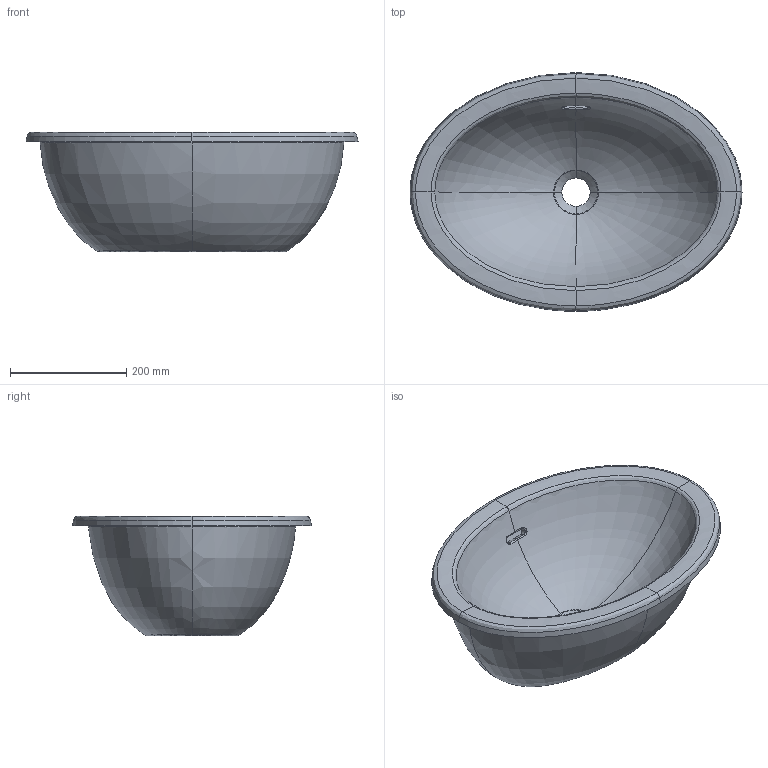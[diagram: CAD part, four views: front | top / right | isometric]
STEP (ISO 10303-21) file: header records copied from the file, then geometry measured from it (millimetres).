
FILE_DESCRIPTION(/* description */ (''),/* implementation_level */ '2;1');
FILE_NAME(/* name */ '4A6208_4A6200_4A6201_4A5400_4A5401.stp',/* time_stamp */ '2021-02-08T15:26:19+01:00',/* author */ (''),/* organization */ (''),/* preprocessor_version */ 'ST-DEVELOPER v16.7',/* originating_system */ 'SIEMENS PLM Software NX 1863',/* authorisation */ '');
FILE_SCHEMA (('AUTOMOTIVE_DESIGN { 1 0 10303 214 3 1 1 1 }'));
Length unit declared in the file: millimetre
Products named in the file (1): Sier0C2C7A15766v
Bounding box: 570 x 410 x 204.95 mm (x, y, z)
Volume: 11700980.8 mm3; surface area: 618193.5 mm2
Topology: 1 solids, 1 shells, 72 faces, 159 edges, 88 vertices
Faces by surface type: bspline 57, plane 9, cone 4, cylinder 2
Entity records: 9586 total; most frequent: CARTESIAN_POINT 8436, ORIENTED_EDGE 318, EDGE_CURVE 159, B_SPLINE_CURVE_WITH_KNOTS 121, VERTEX_POINT 88, DIRECTION 86, EDGE_LOOP 73, ADVANCED_FACE 72
